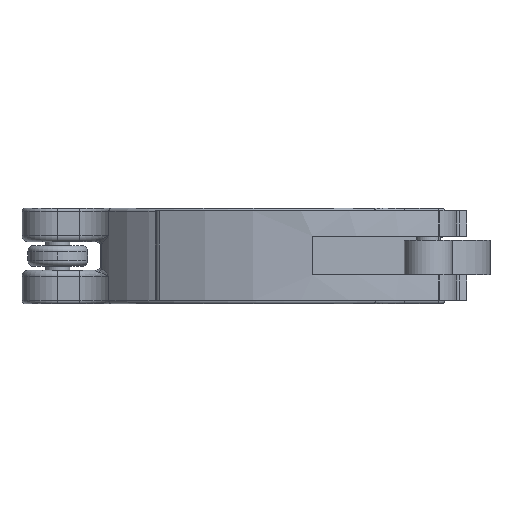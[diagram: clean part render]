
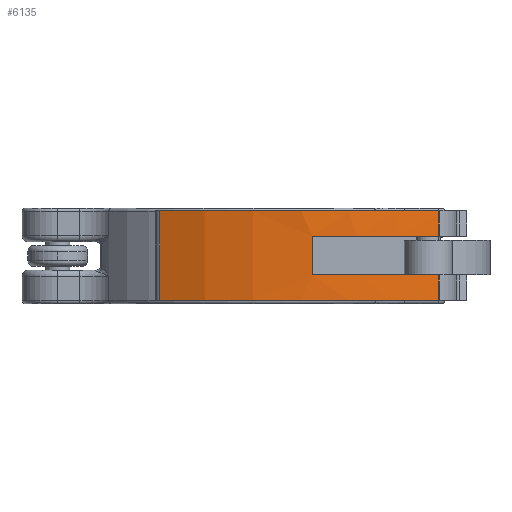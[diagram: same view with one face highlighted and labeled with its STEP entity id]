
A CAD part, front view. The second image highlights one B-rep face of the part: STEP entity #6135.
In plain terms, the highlighted cylindrical face has radius 50 mm (diameter 100 mm), a partial arc.
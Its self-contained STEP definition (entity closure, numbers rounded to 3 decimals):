
#53 = CARTESIAN_POINT ( 'NONE',  ( 43.338, -4.579, -7.5 ) ) ;
#205 = CARTESIAN_POINT ( 'NONE',  ( 22.121, 10.447, 3.25 ) ) ;
#283 = DIRECTION ( 'NONE',  ( -1., 0., 0. ) ) ;
#343 = DIRECTION ( 'NONE',  ( -1., 0., 0. ) ) ;
#401 = LINE ( 'NONE', #4658, #4414 ) ;
#415 = EDGE_CURVE ( 'NONE', #6586, #6610, #3475, .T. ) ;
#477 = DIRECTION ( 'NONE',  ( 0., 0., 1. ) ) ;
#566 = DIRECTION ( 'NONE',  ( 0., 0., 1. ) ) ;
#673 = DIRECTION ( 'NONE',  ( 0., 0., -1. ) ) ;
#754 = EDGE_CURVE ( 'NONE', #6858, #1362, #3061, .T. ) ;
#849 = DIRECTION ( 'NONE',  ( 0., 0., -1. ) ) ;
#967 = ORIENTED_EDGE ( 'NONE', *, *, #2057, .T. ) ;
#1362 = VERTEX_POINT ( 'NONE', #53 ) ;
#1487 = CARTESIAN_POINT ( 'NONE',  ( 43.338, -4.579, 7.5 ) ) ;
#1612 = VECTOR ( 'NONE', #673, 1000. ) ;
#1671 = CARTESIAN_POINT ( 'NONE',  ( 0.036, 13.304, 7.5 ) ) ;
#1839 = EDGE_CURVE ( 'NONE', #1362, #4784, #6850, .T. ) ;
#2035 = DIRECTION ( 'NONE',  ( 0., 0., -1. ) ) ;
#2057 = EDGE_CURVE ( 'NONE', #6610, #4888, #3053, .T. ) ;
#2111 = EDGE_CURVE ( 'NONE', #6586, #4784, #5992, .T. ) ;
#2321 = VERTEX_POINT ( 'NONE', #6863 ) ;
#2430 = AXIS2_PLACEMENT_3D ( 'NONE', #6866, #3560, #283 ) ;
#2650 = EDGE_LOOP ( 'NONE', ( #4098, #5026, #967, #6416, #3274, #6730, #6148, #5216 ) ) ;
#2856 = CARTESIAN_POINT ( 'NONE',  ( 4.826, -36.467, 7.5 ) ) ;
#2924 = CIRCLE ( 'NONE', #2430, 50. ) ;
#3053 = LINE ( 'NONE', #4412, #4341 ) ;
#3061 = LINE ( 'NONE', #1487, #5813 ) ;
#3068 = AXIS2_PLACEMENT_3D ( 'NONE', #2856, #4475, #6695 ) ;
#3274 = ORIENTED_EDGE ( 'NONE', *, *, #6528, .F. ) ;
#3444 = EDGE_CURVE ( 'NONE', #2321, #4888, #2924, .T. ) ;
#3475 = CIRCLE ( 'NONE', #4993, 50. ) ;
#3560 = DIRECTION ( 'NONE',  ( 0., 0., -1. ) ) ;
#3622 = DIRECTION ( 'NONE',  ( 0., 0., -1. ) ) ;
#3762 = CARTESIAN_POINT ( 'NONE',  ( 4.826, -36.467, -7.5 ) ) ;
#3863 = CARTESIAN_POINT ( 'NONE',  ( 4.826, -36.467, 7.5 ) ) ;
#3883 = DIRECTION ( 'NONE',  ( 0., 0., 1. ) ) ;
#3953 = CARTESIAN_POINT ( 'NONE',  ( 0.036, 13.304, 7.5 ) ) ;
#4098 = ORIENTED_EDGE ( 'NONE', *, *, #2111, .F. ) ;
#4295 = DIRECTION ( 'NONE',  ( -1., 0., 0. ) ) ;
#4341 = VECTOR ( 'NONE', #3883, 1000. ) ;
#4390 = DIRECTION ( 'NONE',  ( -1., 0., 0. ) ) ;
#4412 = CARTESIAN_POINT ( 'NONE',  ( 22.121, 10.447, -3.25 ) ) ;
#4414 = VECTOR ( 'NONE', #849, 1000. ) ;
#4469 = CARTESIAN_POINT ( 'NONE',  ( 0.036, 13.304, -7.5 ) ) ;
#4475 = DIRECTION ( 'NONE',  ( 0., 0., -1. ) ) ;
#4564 = CIRCLE ( 'NONE', #5490, 50. ) ;
#4658 = CARTESIAN_POINT ( 'NONE',  ( 0.036, 13.304, 7.5 ) ) ;
#4734 = CARTESIAN_POINT ( 'NONE',  ( 22.121, 10.447, -3.25 ) ) ;
#4784 = VERTEX_POINT ( 'NONE', #4469 ) ;
#4888 = VERTEX_POINT ( 'NONE', #205 ) ;
#4993 = AXIS2_PLACEMENT_3D ( 'NONE', #6924, #3622, #343 ) ;
#5026 = ORIENTED_EDGE ( 'NONE', *, *, #415, .T. ) ;
#5216 = ORIENTED_EDGE ( 'NONE', *, *, #1839, .T. ) ;
#5456 = AXIS2_PLACEMENT_3D ( 'NONE', #3762, #477, #4295 ) ;
#5476 = EDGE_CURVE ( 'NONE', #6858, #5522, #4564, .T. ) ;
#5490 = AXIS2_PLACEMENT_3D ( 'NONE', #3863, #566, #4390 ) ;
#5522 = VERTEX_POINT ( 'NONE', #1671 ) ;
#5813 = VECTOR ( 'NONE', #2035, 1000. ) ;
#5845 = CARTESIAN_POINT ( 'NONE',  ( 0.036, 13.304, -3.25 ) ) ;
#5992 = LINE ( 'NONE', #3953, #1612 ) ;
#6135 = ADVANCED_FACE ( 'NONE', ( #6458 ), #6282, .T. ) ;
#6148 = ORIENTED_EDGE ( 'NONE', *, *, #754, .T. ) ;
#6282 = CYLINDRICAL_SURFACE ( 'NONE', #3068, 50. ) ;
#6416 = ORIENTED_EDGE ( 'NONE', *, *, #3444, .F. ) ;
#6458 = FACE_OUTER_BOUND ( 'NONE', #2650, .T. ) ;
#6528 = EDGE_CURVE ( 'NONE', #5522, #2321, #401, .T. ) ;
#6586 = VERTEX_POINT ( 'NONE', #5845 ) ;
#6609 = CARTESIAN_POINT ( 'NONE',  ( 43.338, -4.579, 7.5 ) ) ;
#6610 = VERTEX_POINT ( 'NONE', #4734 ) ;
#6695 = DIRECTION ( 'NONE',  ( -1., 0., 0. ) ) ;
#6730 = ORIENTED_EDGE ( 'NONE', *, *, #5476, .F. ) ;
#6850 = CIRCLE ( 'NONE', #5456, 50. ) ;
#6858 = VERTEX_POINT ( 'NONE', #6609 ) ;
#6863 = CARTESIAN_POINT ( 'NONE',  ( 0.036, 13.304, 3.25 ) ) ;
#6866 = CARTESIAN_POINT ( 'NONE',  ( 4.826, -36.467, 3.25 ) ) ;
#6924 = CARTESIAN_POINT ( 'NONE',  ( 4.826, -36.467, -3.25 ) ) ;
